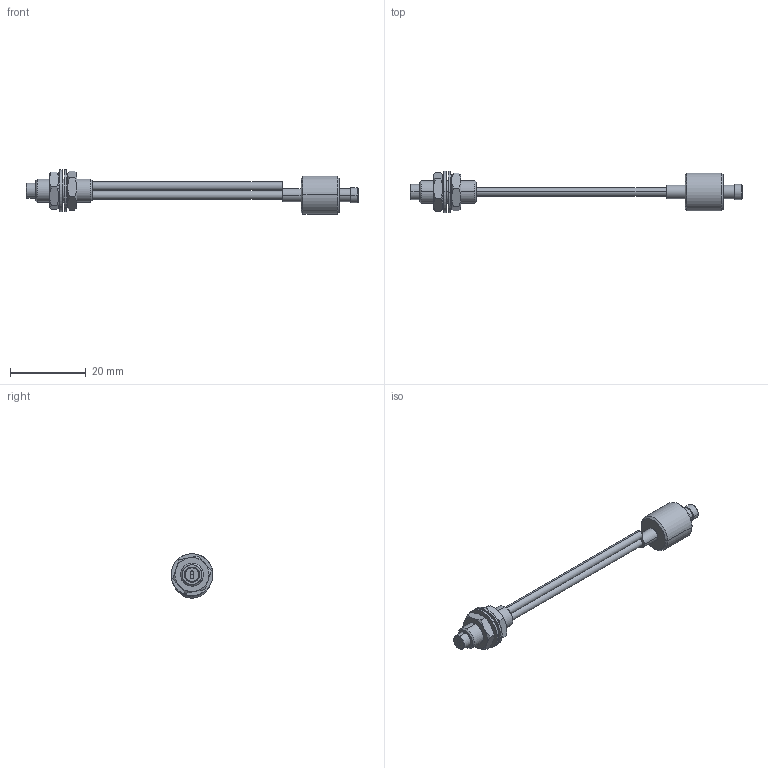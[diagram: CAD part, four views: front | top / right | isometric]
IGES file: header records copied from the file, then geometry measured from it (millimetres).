
Start section: SolidWorks IGES file using analytic representation for surfaces
Global section: file name: GPF-VD011-1.0.IGS; native system: SolidWorks 2015; preprocessor: SolidWorks 2015; author: TWLEE; date: 171117.162935; units: millimetre
Bounding box: 87.5 x 11 x 11.7 mm (x, y, z)
Surface area: 2363 mm2 (no closed solid volume)
Topology: 0 solids, 0 shells, 97 faces, 1720 edges, 1720 vertices
Faces by surface type: revolution 58, bspline 39
